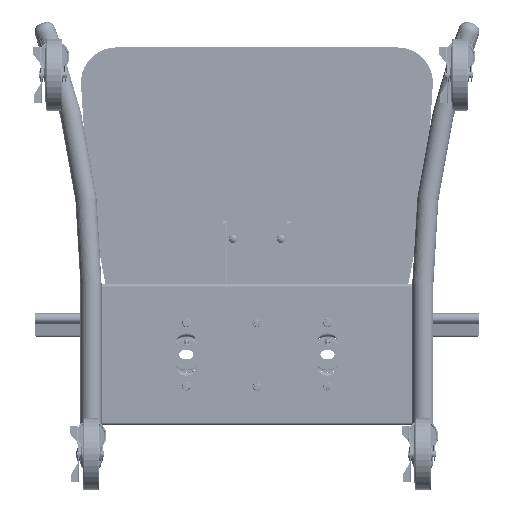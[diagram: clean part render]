
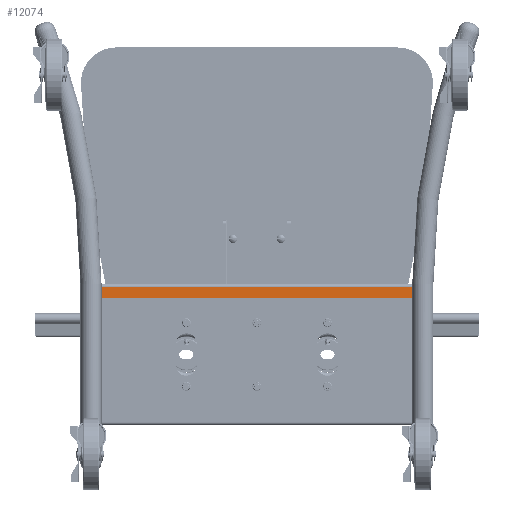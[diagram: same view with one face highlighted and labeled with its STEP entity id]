
A CAD part, front view. The second image highlights one B-rep face of the part: STEP entity #12074.
In plain terms, the highlighted planar face has unit normal (0, -1, 0).
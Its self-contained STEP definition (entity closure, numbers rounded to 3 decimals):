
#5144 = DIRECTION ( 'NONE',  ( 0., 0., 1. ) ) ;
#5477 = DIRECTION ( 'NONE',  ( 0., 0., 1. ) ) ;
#8538 = CARTESIAN_POINT ( 'NONE',  ( -220., -10., 80. ) ) ;
#9101 = EDGE_CURVE ( 'NONE', #57849, #29923, #60458, .T. ) ;
#9610 = CARTESIAN_POINT ( 'NONE',  ( 220., -10., 80. ) ) ;
#9987 = EDGE_CURVE ( 'NONE', #27592, #31885, #51723, .T. ) ;
#12074 = ADVANCED_FACE ( 'NONE', ( #14415 ), #20358, .F. ) ;
#12349 = CARTESIAN_POINT ( 'NONE',  ( 220., -10., 80. ) ) ;
#14415 = FACE_OUTER_BOUND ( 'NONE', #69447, .T. ) ;
#15451 = CARTESIAN_POINT ( 'NONE',  ( -255., -10., 80. ) ) ;
#20070 = DIRECTION ( 'NONE',  ( 0., 0., 1. ) ) ;
#20358 = PLANE ( 'NONE',  #35612 ) ;
#20477 = VECTOR ( 'NONE', #5477, 1000. ) ;
#22637 = EDGE_CURVE ( 'NONE', #27592, #57849, #79021, .T. ) ;
#27592 = VERTEX_POINT ( 'NONE', #8538 ) ;
#28926 = ORIENTED_EDGE ( 'NONE', *, *, #9987, .T. ) ;
#29923 = VERTEX_POINT ( 'NONE', #46815 ) ;
#31885 = VERTEX_POINT ( 'NONE', #9610 ) ;
#32921 = CARTESIAN_POINT ( 'NONE',  ( -255., -10., 80. ) ) ;
#35612 = AXIS2_PLACEMENT_3D ( 'NONE', #15451, #39603, #20070 ) ;
#39402 = VECTOR ( 'NONE', #45066, 1000. ) ;
#39603 = DIRECTION ( 'NONE',  ( 0., 1., 0. ) ) ;
#44083 = VECTOR ( 'NONE', #5144, 1000. ) ;
#44174 = DIRECTION ( 'NONE',  ( 1., 0., 0. ) ) ;
#45066 = DIRECTION ( 'NONE',  ( 1., 0., 0. ) ) ;
#46815 = CARTESIAN_POINT ( 'NONE',  ( 220., -10., 96. ) ) ;
#47208 = LINE ( 'NONE', #12349, #20477 ) ;
#48520 = CARTESIAN_POINT ( 'NONE',  ( -220., -10., 96. ) ) ;
#50862 = CARTESIAN_POINT ( 'NONE',  ( -220., -10., 80. ) ) ;
#51723 = LINE ( 'NONE', #32921, #39402 ) ;
#57849 = VERTEX_POINT ( 'NONE', #48520 ) ;
#60458 = LINE ( 'NONE', #70296, #73788 ) ;
#60502 = ORIENTED_EDGE ( 'NONE', *, *, #9101, .F. ) ;
#67304 = EDGE_CURVE ( 'NONE', #31885, #29923, #47208, .T. ) ;
#69447 = EDGE_LOOP ( 'NONE', ( #84010, #28926, #82112, #60502 ) ) ;
#70296 = CARTESIAN_POINT ( 'NONE',  ( -255., -10., 96. ) ) ;
#73788 = VECTOR ( 'NONE', #44174, 1000. ) ;
#79021 = LINE ( 'NONE', #50862, #44083 ) ;
#82112 = ORIENTED_EDGE ( 'NONE', *, *, #67304, .T. ) ;
#84010 = ORIENTED_EDGE ( 'NONE', *, *, #22637, .F. ) ;
